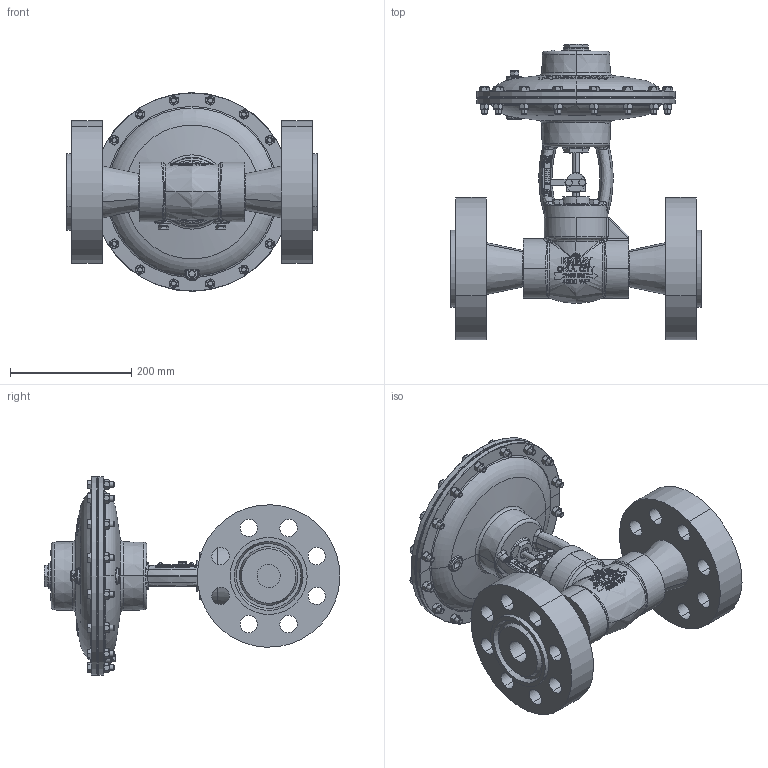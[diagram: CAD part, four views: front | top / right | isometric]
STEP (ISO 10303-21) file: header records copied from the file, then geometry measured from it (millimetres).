
FILE_DESCRIPTION (( 'STEP AP203' ), '1' );
FILE_NAME ('2 INCH HPMV 2500RTJ FMT (EVP).step', '2014-01-24T19:23:40', ( 'PCTech' ), ( 'Microsoft' ), 'SwSTEP 2.0', 'SolidWorks 2013', '' );
FILE_SCHEMA (( 'CONFIG_CONTROL_DESIGN' ));
Length unit declared in the file: inch
Products named in the file (1): 2 INCH HPMV 2500RTJ FMT (EVP)
Bounding box: 412.75 x 487.31 x 327.02 mm (x, y, z)
Volume: 10388877.6 mm3; surface area: 1171034.6 mm2
Topology: 66 solids, 66 shells, 3345 faces, 8212 edges, 5199 vertices
Faces by surface type: plane 1485, bspline 633, cone 570, cylinder 430, torus 167, sphere 60
Entity records: 168348 total; most frequent: CARTESIAN_POINT 95604, ORIENTED_EDGE 16386, DIRECTION 12853, EDGE_CURVE 8193, VERTEX_POINT 5196, AXIS2_PLACEMENT_3D 4804, EDGE_LOOP 3601, ADVANCED_FACE 3345
